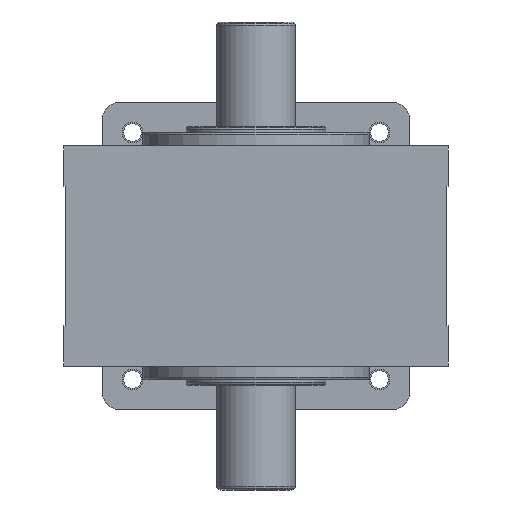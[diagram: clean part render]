
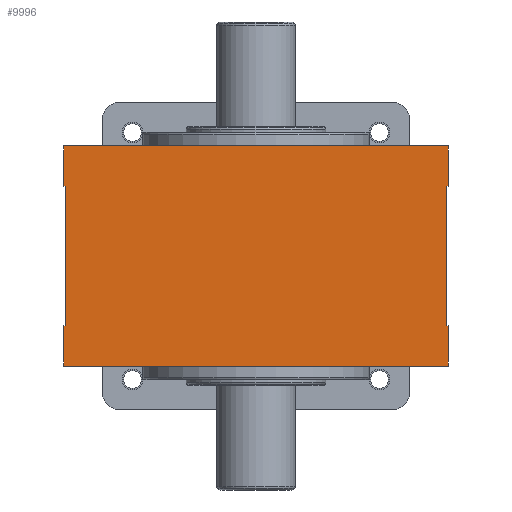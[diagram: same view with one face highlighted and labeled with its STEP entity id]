
A CAD part, front view. The second image highlights one B-rep face of the part: STEP entity #9996.
In plain terms, the highlighted planar face has unit normal (0, -1, 0).
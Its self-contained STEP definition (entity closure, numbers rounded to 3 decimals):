
#32=DIRECTION('',(0.,0.,-1.));
#33=VECTOR('',#32,23.);
#34=CARTESIAN_POINT('',(110.,-157.75,63.));
#35=LINE('',#34,#33);
#160=DIRECTION('',(0.,0.,1.));
#161=VECTOR('',#160,80.);
#162=CARTESIAN_POINT('',(109.,-157.75,-40.));
#163=LINE('',#162,#161);
#164=DIRECTION('',(-1.,0.,0.));
#165=VECTOR('',#164,1.);
#166=CARTESIAN_POINT('',(110.,-157.75,-40.));
#167=LINE('',#166,#165);
#168=DIRECTION('',(0.,0.,1.));
#169=VECTOR('',#168,23.);
#170=CARTESIAN_POINT('',(110.,-157.75,-63.));
#171=LINE('',#170,#169);
#172=DIRECTION('',(-1.,0.,0.));
#173=VECTOR('',#172,1.);
#174=CARTESIAN_POINT('',(-109.,-157.75,-40.));
#175=LINE('',#174,#173);
#176=DIRECTION('',(0.,0.,-1.));
#177=VECTOR('',#176,80.);
#178=CARTESIAN_POINT('',(-109.,-157.75,40.));
#179=LINE('',#178,#177);
#180=DIRECTION('',(1.,0.,0.));
#181=VECTOR('',#180,1.);
#182=CARTESIAN_POINT('',(-110.,-157.75,40.));
#183=LINE('',#182,#181);
#184=DIRECTION('',(1.,0.,0.));
#185=VECTOR('',#184,1.);
#186=CARTESIAN_POINT('',(109.,-157.75,40.));
#187=LINE('',#186,#185);
#282=DIRECTION('',(0.,0.,1.));
#283=VECTOR('',#282,23.);
#284=CARTESIAN_POINT('',(-110.,-157.75,-63.));
#285=LINE('',#284,#283);
#328=DIRECTION('',(0.,0.,1.));
#329=VECTOR('',#328,23.);
#330=CARTESIAN_POINT('',(-110.,-157.75,40.));
#331=LINE('',#330,#329);
#830=DIRECTION('',(-1.,0.,0.));
#831=VECTOR('',#830,220.);
#832=CARTESIAN_POINT('',(110.,-157.75,-63.));
#833=LINE('',#832,#831);
#2596=DIRECTION('',(1.,0.,0.));
#2597=VECTOR('',#2596,220.);
#2598=CARTESIAN_POINT('',(-110.,-157.75,63.));
#2599=LINE('',#2598,#2597);
#7502=CARTESIAN_POINT('',(110.,-157.75,40.));
#7504=VERTEX_POINT('',#7502);
#7507=CARTESIAN_POINT('',(110.,-157.75,-40.));
#7509=VERTEX_POINT('',#7507);
#7510=CARTESIAN_POINT('',(109.,-157.75,-40.));
#7511=VERTEX_POINT('',#7510);
#7512=CARTESIAN_POINT('',(-110.,-157.75,-40.));
#7514=VERTEX_POINT('',#7512);
#7517=CARTESIAN_POINT('',(109.,-157.75,40.));
#7519=VERTEX_POINT('',#7517);
#7522=CARTESIAN_POINT('',(-109.,-157.75,-40.));
#7523=VERTEX_POINT('',#7522);
#7524=CARTESIAN_POINT('',(-109.,-157.75,40.));
#7525=VERTEX_POINT('',#7524);
#7526=CARTESIAN_POINT('',(-110.,-157.75,40.));
#7527=VERTEX_POINT('',#7526);
#9180=CARTESIAN_POINT('',(-110.,-157.75,-63.));
#9182=VERTEX_POINT('',#9180);
#9184=CARTESIAN_POINT('',(-110.,-157.75,63.));
#9186=VERTEX_POINT('',#9184);
#9188=CARTESIAN_POINT('',(110.,-157.75,63.));
#9189=VERTEX_POINT('',#9188);
#9198=CARTESIAN_POINT('',(110.,-157.75,-63.));
#9199=VERTEX_POINT('',#9198);
#9967=CARTESIAN_POINT('',(110.,-157.75,63.));
#9968=DIRECTION('',(0.,1.,0.));
#9969=DIRECTION('',(0.,0.,1.));
#9970=AXIS2_PLACEMENT_3D('',#9967,#9968,#9969);
#9971=PLANE('',#9970);
#9973=ORIENTED_EDGE('',*,*,#9972,.F.);
#9975=ORIENTED_EDGE('',*,*,#9974,.F.);
#9976=ORIENTED_EDGE('',*,*,#9786,.F.);
#9978=ORIENTED_EDGE('',*,*,#9977,.T.);
#9980=ORIENTED_EDGE('',*,*,#9979,.T.);
#9982=ORIENTED_EDGE('',*,*,#9981,.F.);
#9984=ORIENTED_EDGE('',*,*,#9983,.F.);
#9986=ORIENTED_EDGE('',*,*,#9985,.F.);
#9988=ORIENTED_EDGE('',*,*,#9987,.T.);
#9990=ORIENTED_EDGE('',*,*,#9989,.T.);
#9991=ORIENTED_EDGE('',*,*,#9748,.T.);
#9993=ORIENTED_EDGE('',*,*,#9992,.F.);
#9994=EDGE_LOOP('',(#9973,#9975,#9976,#9978,#9980,#9982,#9984,#9986,#9988,#9990,
#9991,#9993));
#9995=FACE_OUTER_BOUND('',#9994,.F.);
#9996=ADVANCED_FACE('',(#9995),#9971,.F.);
#9748=EDGE_CURVE('',#9189,#7504,#35,.T.);
#9786=EDGE_CURVE('',#9199,#7509,#171,.T.);
#9972=EDGE_CURVE('',#7511,#7519,#163,.T.);
#9974=EDGE_CURVE('',#7509,#7511,#167,.T.);
#9977=EDGE_CURVE('',#9199,#9182,#833,.T.);
#9979=EDGE_CURVE('',#9182,#7514,#285,.T.);
#9981=EDGE_CURVE('',#7523,#7514,#175,.T.);
#9983=EDGE_CURVE('',#7525,#7523,#179,.T.);
#9985=EDGE_CURVE('',#7527,#7525,#183,.T.);
#9987=EDGE_CURVE('',#7527,#9186,#331,.T.);
#9989=EDGE_CURVE('',#9186,#9189,#2599,.T.);
#9992=EDGE_CURVE('',#7519,#7504,#187,.T.);
